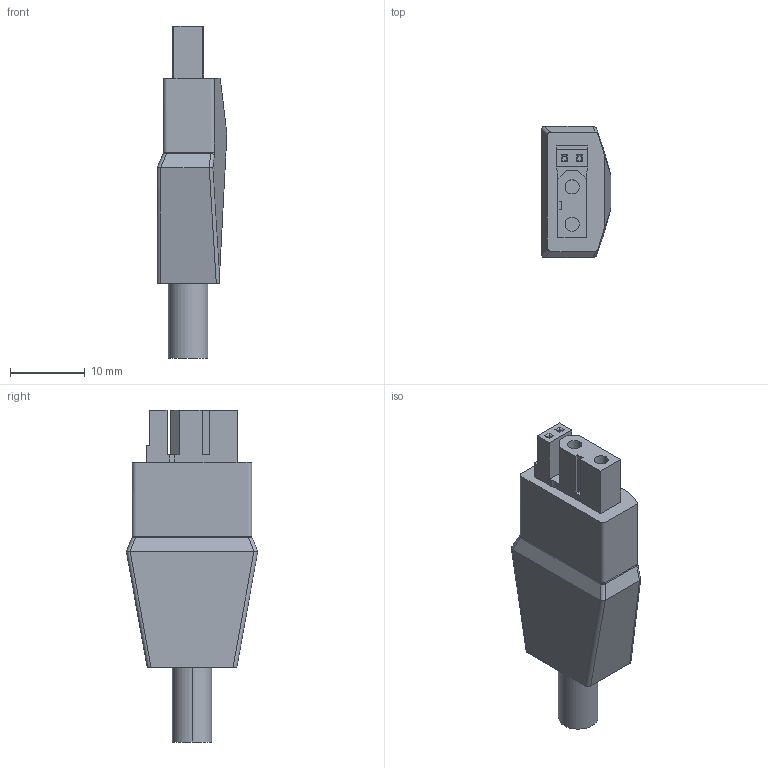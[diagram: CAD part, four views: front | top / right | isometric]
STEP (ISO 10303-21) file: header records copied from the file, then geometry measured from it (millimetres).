
FILE_DESCRIPTION (( 'STEP AP214' ), '1' );
FILE_NAME ('CAN CABLE.STEP', '2023-12-19T08:59:43', ( 'Windows User' ), ( 'P R C' ), 'SwSTEP 2.0', 'SolidWorks 2023', '' );
FILE_SCHEMA (( 'AUTOMOTIVE_DESIGN' ));
Length unit declared in the file: millimetre
Products named in the file (1): CAN CABLE
Bounding box: 9.35 x 17.6 x 44.5 mm (x, y, z)
Volume: 3913.4 mm3; surface area: 2112.4 mm2
Topology: 1 solids, 3 shells, 211 faces, 550 edges, 354 vertices
Faces by surface type: plane 149, cylinder 35, bspline 25, torus 2
Entity records: 7302 total; most frequent: CARTESIAN_POINT 2539, ORIENTED_EDGE 1096, DIRECTION 802, EDGE_CURVE 548, VERTEX_POINT 354, LINE 324, VECTOR 324, AXIS2_PLACEMENT_3D 239
